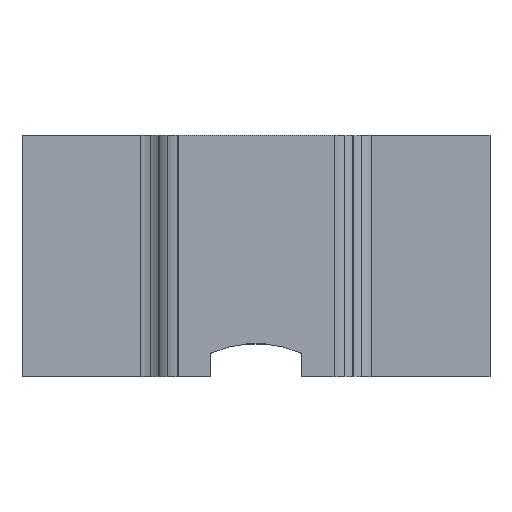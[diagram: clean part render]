
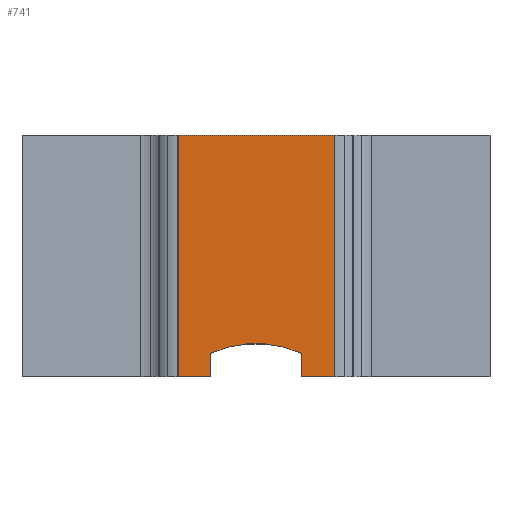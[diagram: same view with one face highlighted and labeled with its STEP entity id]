
A CAD part, top view. The second image highlights one B-rep face of the part: STEP entity #741.
In plain terms, the highlighted planar face has unit normal (0, 0, 1).
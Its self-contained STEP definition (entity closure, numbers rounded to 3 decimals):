
#27 = EDGE_CURVE ( 'NONE', #756, #911, #269, .T. ) ;
#29 = VECTOR ( 'NONE', #365, 1000. ) ;
#97 = CARTESIAN_POINT ( 'NONE',  ( 1.25, 0., 0.957 ) ) ;
#133 = CARTESIAN_POINT ( 'NONE',  ( -2.5, 7.75, 0.957 ) ) ;
#157 = VERTEX_POINT ( 'NONE', #792 ) ;
#173 = AXIS2_PLACEMENT_3D ( 'NONE', #801, #914, #1214 ) ;
#183 = LINE ( 'NONE', #97, #805 ) ;
#194 = DIRECTION ( 'NONE',  ( -1., 0., 0. ) ) ;
#206 = VECTOR ( 'NONE', #658, 1000. ) ;
#211 = DIRECTION ( 'NONE',  ( -1., 0., 0. ) ) ;
#227 = CARTESIAN_POINT ( 'NONE',  ( -2.5, 0., 0.957 ) ) ;
#246 = CARTESIAN_POINT ( 'NONE',  ( 1.453, 0.754, 0.957 ) ) ;
#248 = VERTEX_POINT ( 'NONE', #1224 ) ;
#254 = EDGE_CURVE ( 'NONE', #1025, #340, #848, .T. ) ;
#269 = LINE ( 'NONE', #992, #472 ) ;
#314 = VECTOR ( 'NONE', #765, 1000. ) ;
#340 = VERTEX_POINT ( 'NONE', #637 ) ;
#365 = DIRECTION ( 'NONE',  ( 0., 1., 0. ) ) ;
#432 = DIRECTION ( 'NONE',  ( 0., 0., 1. ) ) ;
#434 = EDGE_CURVE ( 'NONE', #756, #157, #468, .T. ) ;
#459 = EDGE_CURVE ( 'NONE', #157, #248, #513, .T. ) ;
#466 = CARTESIAN_POINT ( 'NONE',  ( -1.453, 0., 0.957 ) ) ;
#468 = LINE ( 'NONE', #133, #314 ) ;
#472 = VECTOR ( 'NONE', #477, 1000. ) ;
#477 = DIRECTION ( 'NONE',  ( 0., -1., 0. ) ) ;
#513 = LINE ( 'NONE', #1068, #206 ) ;
#525 = DIRECTION ( 'NONE',  ( 0., -1., 0. ) ) ;
#562 = ORIENTED_EDGE ( 'NONE', *, *, #434, .F. ) ;
#565 = EDGE_CURVE ( 'NONE', #1183, #1025, #728, .T. ) ;
#606 = ORIENTED_EDGE ( 'NONE', *, *, #254, .F. ) ;
#635 = CARTESIAN_POINT ( 'NONE',  ( 0., -2.461, 0.957 ) ) ;
#637 = CARTESIAN_POINT ( 'NONE',  ( -1.453, 0.754, 0.957 ) ) ;
#658 = DIRECTION ( 'NONE',  ( 0., -1., 0. ) ) ;
#676 = ORIENTED_EDGE ( 'NONE', *, *, #1339, .F. ) ;
#728 = LINE ( 'NONE', #986, #29 ) ;
#741 = ADVANCED_FACE ( 'NONE', ( #1219 ), #1207, .T. ) ;
#756 = VERTEX_POINT ( 'NONE', #1128 ) ;
#765 = DIRECTION ( 'NONE',  ( 1., 0., 0. ) ) ;
#780 = CARTESIAN_POINT ( 'NONE',  ( 1.453, 0., 0.957 ) ) ;
#785 = ORIENTED_EDGE ( 'NONE', *, *, #565, .F. ) ;
#792 = CARTESIAN_POINT ( 'NONE',  ( 2.5, 7.75, 0.957 ) ) ;
#801 = CARTESIAN_POINT ( 'NONE',  ( 2.5, 7.75, 0.957 ) ) ;
#805 = VECTOR ( 'NONE', #194, 1000. ) ;
#848 = CIRCLE ( 'NONE', #1262, 3.528 ) ;
#860 = VECTOR ( 'NONE', #525, 1000. ) ;
#872 = DIRECTION ( 'NONE',  ( -1., 0., 0. ) ) ;
#888 = ORIENTED_EDGE ( 'NONE', *, *, #459, .F. ) ;
#898 = EDGE_CURVE ( 'NONE', #340, #968, #1145, .T. ) ;
#911 = VERTEX_POINT ( 'NONE', #227 ) ;
#914 = DIRECTION ( 'NONE',  ( 0., 0., 1. ) ) ;
#945 = CARTESIAN_POINT ( 'NONE',  ( -1.453, 0.754, 0.957 ) ) ;
#949 = ORIENTED_EDGE ( 'NONE', *, *, #1124, .F. ) ;
#968 = VERTEX_POINT ( 'NONE', #466 ) ;
#986 = CARTESIAN_POINT ( 'NONE',  ( 1.453, 0., 0.957 ) ) ;
#992 = CARTESIAN_POINT ( 'NONE',  ( -2.5, 7.75, 0.957 ) ) ;
#1025 = VERTEX_POINT ( 'NONE', #246 ) ;
#1027 = LINE ( 'NONE', #1074, #1233 ) ;
#1068 = CARTESIAN_POINT ( 'NONE',  ( 2.5, 7.75, 0.957 ) ) ;
#1074 = CARTESIAN_POINT ( 'NONE',  ( 1.25, 0., 0.957 ) ) ;
#1124 = EDGE_CURVE ( 'NONE', #248, #1183, #1027, .T. ) ;
#1128 = CARTESIAN_POINT ( 'NONE',  ( -2.5, 7.75, 0.957 ) ) ;
#1145 = LINE ( 'NONE', #945, #860 ) ;
#1173 = ORIENTED_EDGE ( 'NONE', *, *, #27, .T. ) ;
#1183 = VERTEX_POINT ( 'NONE', #780 ) ;
#1207 = PLANE ( 'NONE',  #173 ) ;
#1214 = DIRECTION ( 'NONE',  ( 1., 0., 0. ) ) ;
#1219 = FACE_OUTER_BOUND ( 'NONE', #1328, .T. ) ;
#1224 = CARTESIAN_POINT ( 'NONE',  ( 2.5, 0., 0.957 ) ) ;
#1233 = VECTOR ( 'NONE', #872, 1000. ) ;
#1262 = AXIS2_PLACEMENT_3D ( 'NONE', #635, #432, #211 ) ;
#1268 = ORIENTED_EDGE ( 'NONE', *, *, #898, .F. ) ;
#1328 = EDGE_LOOP ( 'NONE', ( #785, #949, #888, #562, #1173, #676, #1268, #606 ) ) ;
#1339 = EDGE_CURVE ( 'NONE', #968, #911, #183, .T. ) ;
